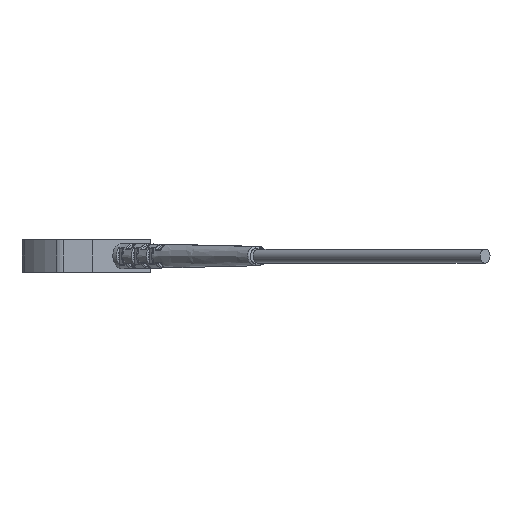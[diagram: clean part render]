
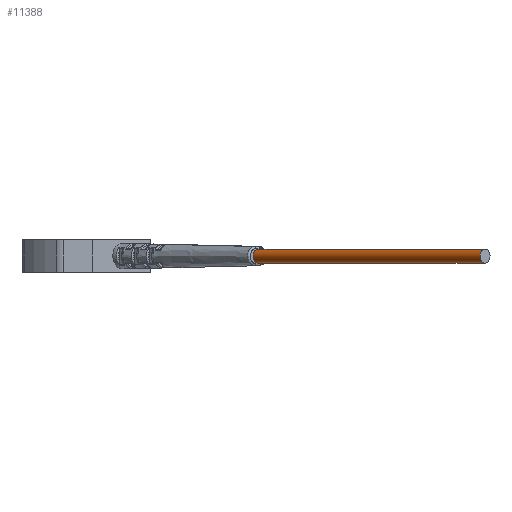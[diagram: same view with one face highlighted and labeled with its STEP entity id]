
A CAD part, front view. The second image highlights one B-rep face of the part: STEP entity #11388.
In plain terms, the highlighted cylindrical face has radius 1.1 mm (diameter 2.2 mm), a partial arc.
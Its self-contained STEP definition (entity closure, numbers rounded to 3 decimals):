
#11318=CARTESIAN_POINT('',(36.781,-46.645,
-2.516));
#11319=DIRECTION('',(-0.707,0.707,0.));
#11320=DIRECTION('',(0.016,0.016,-1.));
#11321=AXIS2_PLACEMENT_3D('',#11318,#11319,#11320);
#11323=DIRECTION('',(0.707,-0.707,0.));
#11324=VECTOR('',#11323,50.);
#11325=CARTESIAN_POINT('',(36.764,-46.663,
-1.416));
#11326=LINE('',#11325,#11324);
#11327=DIRECTION('',(0.707,-0.707,0.));
#11328=VECTOR('',#11327,50.);
#11329=CARTESIAN_POINT('',(36.798,-46.628,
-3.616));
#11330=LINE('',#11329,#11328);
#11336=CARTESIAN_POINT('',(72.136,-82.001,
-2.516));
#11337=DIRECTION('',(-0.707,0.707,0.));
#11338=DIRECTION('',(0.016,0.016,-1.));
#11339=AXIS2_PLACEMENT_3D('',#11336,#11337,#11338);
#11341=CARTESIAN_POINT('',(36.764,-46.663,
-1.416));
#11342=CARTESIAN_POINT('',(36.798,-46.628,
-3.616));
#11343=VERTEX_POINT('',#11341);
#11344=VERTEX_POINT('',#11342);
#11345=CARTESIAN_POINT('',(72.119,-82.018,
-1.416));
#11346=CARTESIAN_POINT('',(72.153,-81.984,
-3.616));
#11347=VERTEX_POINT('',#11345);
#11348=VERTEX_POINT('',#11346);
#11376=CARTESIAN_POINT('',(36.781,-46.645,
-2.516));
#11377=DIRECTION('',(-0.707,0.707,0.));
#11378=DIRECTION('',(-0.016,-0.016,1.));
#11379=AXIS2_PLACEMENT_3D('',#11376,#11377,#11378);
#11380=CYLINDRICAL_SURFACE('',#11379,1.1);
#11381=ORIENTED_EDGE('',*,*,#11356,.T.);
#11382=ORIENTED_EDGE('',*,*,#11371,.T.);
#11384=ORIENTED_EDGE('',*,*,#11383,.F.);
#11385=ORIENTED_EDGE('',*,*,#11367,.F.);
#11386=EDGE_LOOP('',(#11381,#11382,#11384,#11385));
#11387=FACE_OUTER_BOUND('',#11386,.F.);
#11388=ADVANCED_FACE('',(#11387),#11380,.T.);
#11322=CIRCLE('',#11321,1.1);
#11340=CIRCLE('',#11339,1.1);
#11356=EDGE_CURVE('',#11344,#11343,#11322,.T.);
#11367=EDGE_CURVE('',#11344,#11348,#11330,.T.);
#11371=EDGE_CURVE('',#11343,#11347,#11326,.T.);
#11383=EDGE_CURVE('',#11348,#11347,#11340,.T.);
